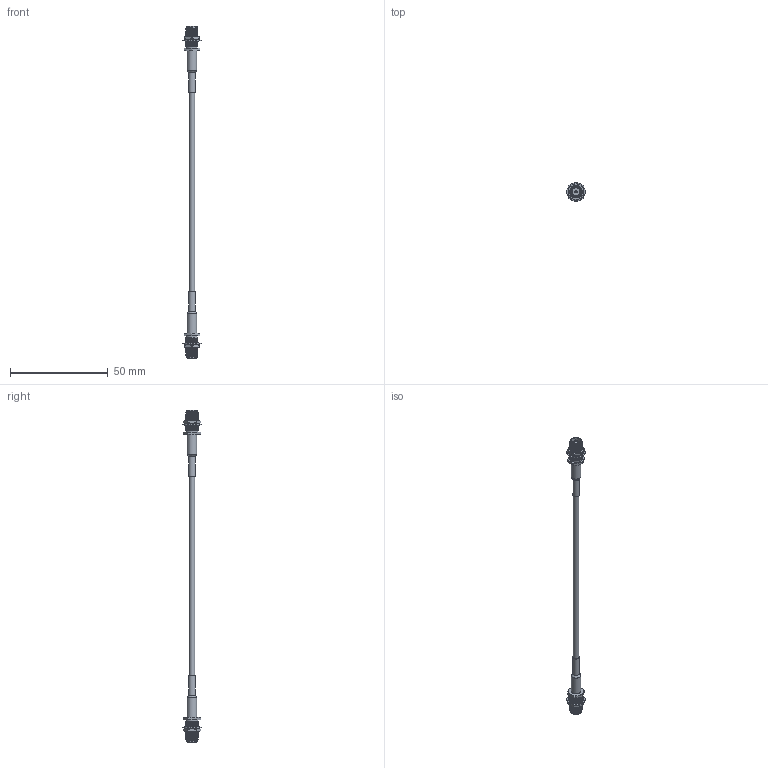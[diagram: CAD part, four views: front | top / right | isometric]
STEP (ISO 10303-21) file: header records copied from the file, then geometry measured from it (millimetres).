
FILE_DESCRIPTION (( 'STEP AP203' ), '1' );
FILE_NAME ('PE3W12801_3D.step', '2022-03-16T17:55:10', ( '' ), ( '' ), 'SwSTEP 2.0', 'SolidWorks 2021', '' );
FILE_SCHEMA (( 'CONFIG_CONTROL_DESIGN' ));
Length unit declared in the file: inch
Products named in the file (3): PE4426^PE3W12801_Heat Shrink; RG-316DS^PE3W12801_RG-316DS; PE3W12801_3D
Assembly tree (3 placements, depth 2):
  PE3W12801_3D
    RG-316DS^PE3W12801_RG-316DS
    PE4426^PE3W12801_Heat Shrink  x2
Bounding box: 9.4 x 9.4 x 169.66 mm (x, y, z)
Volume: 2033.3 mm3; surface area: 3022.3 mm2
Topology: 9 solids, 9 shells, 427 faces, 1225 edges, 824 vertices
Faces by surface type: bspline 174, plane 106, cylinder 91, cone 54, torus 2
Full cylindrical faces by diameter (mm): 0.406 x4, 0.914 x2, 1.194 x2, 1.27 x2, 2.896 x1, 3.556 x2, 4.572 x2, 4.762 x2, 5.359 x2, 9.398 x2
Entity records: 25766 total; most frequent: CARTESIAN_POINT 20936, ORIENTED_EDGE 1182, DIRECTION 605, EDGE_CURVE 591, VERTEX_POINT 406, B_SPLINE_CURVE_WITH_KNOTS 262, AXIS2_PLACEMENT_3D 247, EDGE_LOOP 241
